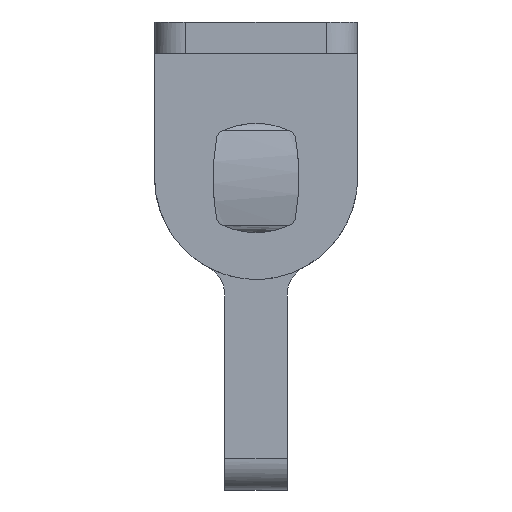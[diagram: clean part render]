
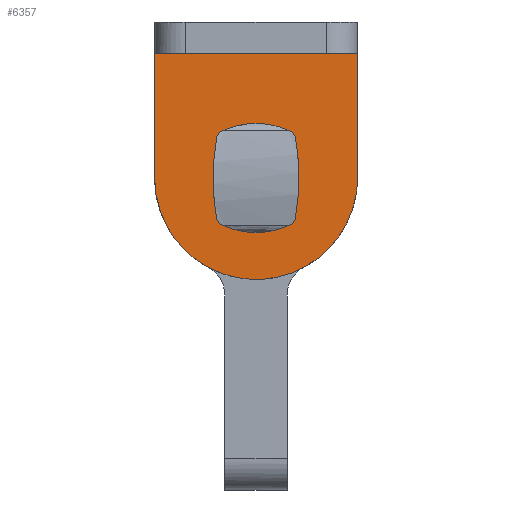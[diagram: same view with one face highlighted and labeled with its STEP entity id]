
A CAD part, left-side view. The second image highlights one B-rep face of the part: STEP entity #6357.
In plain terms, the highlighted free-form (B-spline) face has degree [1, 1] with [2, 2] control points.
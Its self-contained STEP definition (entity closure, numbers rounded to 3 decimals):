
#5783=CARTESIAN_POINT('',(-2.0,-2.225,-2.049));
#5784=VERTEX_POINT('',#5783);
#5785=CARTESIAN_POINT('',(-2.0,-2.225,2.049));
#5786=VERTEX_POINT('',#5785);
#5787=CARTESIAN_POINT('',(-2.0,-2.225,-2.049));
#5788=CARTESIAN_POINT('',(-2.0,-2.225,2.049));
#5789=QUASI_UNIFORM_CURVE('',1,(#5787,#5788),.UNSPECIFIED.,.F.,.U.);
#5790=EDGE_CURVE('',#5784,#5786,#5789,.T.);
#5828=CARTESIAN_POINT('',(-2.0,2.225,-2.049));
#5829=VERTEX_POINT('',#5828);
#5830=CARTESIAN_POINT('',(-2.0,2.225,-2.049));
#5831=CARTESIAN_POINT('',(-2.0,1.326,-3.025));
#5832=CARTESIAN_POINT('',(-2.0,0.0,-3.025));
#5833=CARTESIAN_POINT('',(-2.0,-1.326,-3.025));
#5834=CARTESIAN_POINT('',(-2.0,-2.225,-2.049));
#5842=(BOUNDED_CURVE()B_SPLINE_CURVE(2,(#5830,#5831,#5832,#5833,#5834),.UNSPECIFIED.,.F.,.U.)B_SPLINE_CURVE_WITH_KNOTS((3,2,3),(0.0,0.5,1.0),.UNSPECIFIED.)CURVE()GEOMETRIC_REPRESENTATION_ITEM()RATIONAL_B_SPLINE_CURVE((1.0,0.916,1.0,0.916,1.0))REPRESENTATION_ITEM(''));
#5843=EDGE_CURVE('',#5829,#5784,#5842,.T.);
#5876=CARTESIAN_POINT('',(-2.0,2.225,2.049));
#5877=VERTEX_POINT('',#5876);
#5878=CARTESIAN_POINT('',(-2.0,2.225,2.049));
#5879=CARTESIAN_POINT('',(-2.0,2.225,-2.049));
#5880=QUASI_UNIFORM_CURVE('',1,(#5878,#5879),.UNSPECIFIED.,.F.,.U.);
#5881=EDGE_CURVE('',#5877,#5829,#5880,.T.);
#5913=CARTESIAN_POINT('',(-2.0,-2.225,2.049));
#5914=CARTESIAN_POINT('',(-2.,-1.326,3.025));
#5915=CARTESIAN_POINT('',(-2.0,0.0,3.025));
#5916=CARTESIAN_POINT('',(-2.,1.326,3.025));
#5917=CARTESIAN_POINT('',(-2.0,2.225,2.049));
#5925=(BOUNDED_CURVE()B_SPLINE_CURVE(2,(#5913,#5914,#5915,#5916,#5917),.UNSPECIFIED.,.F.,.U.)B_SPLINE_CURVE_WITH_KNOTS((3,2,3),(0.0,0.5,1.0),.UNSPECIFIED.)CURVE()GEOMETRIC_REPRESENTATION_ITEM()RATIONAL_B_SPLINE_CURVE((1.0,0.916,1.0,0.916,1.0))REPRESENTATION_ITEM(''));
#5926=EDGE_CURVE('',#5786,#5877,#5925,.T.);
#6306=CARTESIAN_POINT('',(-2.0,7.149,8.724));
#6307=CARTESIAN_POINT('',(-2.0,-7.149,8.724));
#6308=CARTESIAN_POINT('',(-2.0,7.149,-7.224));
#6309=CARTESIAN_POINT('',(-2.0,-7.149,-7.224));
#6310=B_SPLINE_SURFACE_WITH_KNOTS('',1,1,((#6306,#6308),(#6307,#6309)),.UNSPECIFIED.,.F.,.F.,.U.,(2,2),(2,2),(0.0,14.299),(0.0,15.949),.UNSPECIFIED.);
#6311=CARTESIAN_POINT('',(-2.0,6.5,0.));
#6312=VERTEX_POINT('',#6311);
#6313=CARTESIAN_POINT('',(-2.0,-6.5,0.));
#6314=VERTEX_POINT('',#6313);
#6315=CARTESIAN_POINT('',(-2.0,6.5,0.0));
#6316=CARTESIAN_POINT('',(-2.0,6.5,-6.5));
#6317=CARTESIAN_POINT('',(-2.0,0.0,-6.5));
#6318=CARTESIAN_POINT('',(-2.0,-6.5,-6.5));
#6319=CARTESIAN_POINT('',(-2.0,-6.5,0.0));
#6327=(BOUNDED_CURVE()B_SPLINE_CURVE(2,(#6315,#6316,#6317,#6318,#6319),.UNSPECIFIED.,.F.,.U.)B_SPLINE_CURVE_WITH_KNOTS((3,2,3),(0.0,0.5,1.0),.UNSPECIFIED.)CURVE()GEOMETRIC_REPRESENTATION_ITEM()RATIONAL_B_SPLINE_CURVE((1.0,0.707,1.0,0.707,1.0))REPRESENTATION_ITEM(''));
#6328=EDGE_CURVE('',#6312,#6314,#6327,.T.);
#6329=ORIENTED_EDGE('',*,*,#6328,.T.);
#6330=CARTESIAN_POINT('',(-2.0,-6.5,8.0));
#6331=VERTEX_POINT('',#6330);
#6332=CARTESIAN_POINT('',(-2.0,-6.5,0.));
#6333=CARTESIAN_POINT('',(-2.0,-6.5,8.0));
#6334=QUASI_UNIFORM_CURVE('',1,(#6332,#6333),.UNSPECIFIED.,.F.,.U.);
#6335=EDGE_CURVE('',#6314,#6331,#6334,.T.);
#6336=ORIENTED_EDGE('',*,*,#6335,.T.);
#6337=CARTESIAN_POINT('',(-2.0,6.5,8.0));
#6338=VERTEX_POINT('',#6337);
#6339=CARTESIAN_POINT('',(-2.0,-6.5,8.0));
#6340=CARTESIAN_POINT('',(-2.0,6.5,8.0));
#6341=QUASI_UNIFORM_CURVE('',1,(#6339,#6340),.UNSPECIFIED.,.F.,.U.);
#6342=EDGE_CURVE('',#6331,#6338,#6341,.T.);
#6343=ORIENTED_EDGE('',*,*,#6342,.T.);
#6344=CARTESIAN_POINT('',(-2.0,6.5,8.0));
#6345=CARTESIAN_POINT('',(-2.0,6.5,0.));
#6346=QUASI_UNIFORM_CURVE('',1,(#6344,#6345),.UNSPECIFIED.,.F.,.U.);
#6347=EDGE_CURVE('',#6338,#6312,#6346,.T.);
#6348=ORIENTED_EDGE('',*,*,#6347,.T.);
#6349=EDGE_LOOP('',(#6329,#6336,#6343,#6348));
#6350=FACE_OUTER_BOUND('',#6349,.T.);
#6351=ORIENTED_EDGE('',*,*,#5926,.F.);
#6352=ORIENTED_EDGE('',*,*,#5790,.F.);
#6353=ORIENTED_EDGE('',*,*,#5843,.F.);
#6354=ORIENTED_EDGE('',*,*,#5881,.F.);
#6355=EDGE_LOOP('',(#6351,#6352,#6353,#6354));
#6356=FACE_BOUND('',#6355,.T.);
#6357=ADVANCED_FACE('',(#6350,#6356),#6310,.F.);
